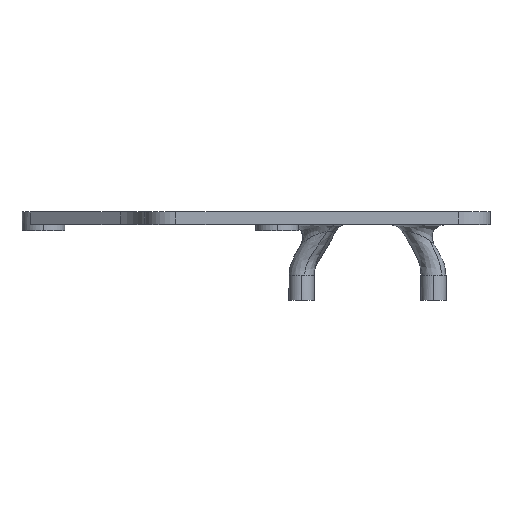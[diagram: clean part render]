
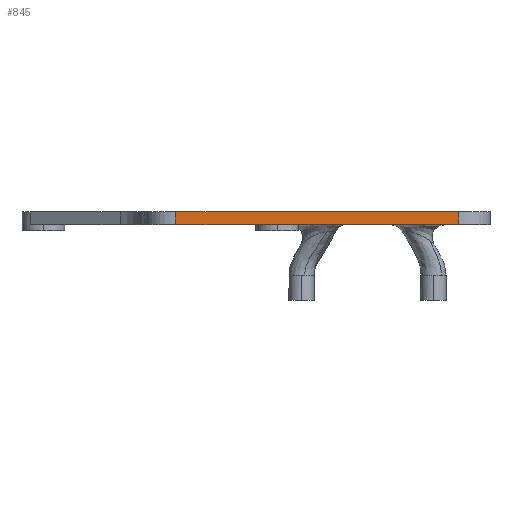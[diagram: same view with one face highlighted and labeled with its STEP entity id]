
A CAD part, top view. The second image highlights one B-rep face of the part: STEP entity #845.
In plain terms, the highlighted planar face has unit normal (0, 0, 1).
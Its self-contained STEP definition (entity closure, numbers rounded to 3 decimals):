
#148 = CARTESIAN_POINT ( 'NONE',  ( 112.5, 0., 27.5 ) ) ;
#236 = CARTESIAN_POINT ( 'NONE',  ( 112.5, 2., 27.5 ) ) ;
#291 = VECTOR ( 'NONE', #2973, 1000. ) ;
#369 = DIRECTION ( 'NONE',  ( -1., 0., 0. ) ) ;
#588 = VERTEX_POINT ( 'NONE', #3240 ) ;
#661 = CARTESIAN_POINT ( 'NONE',  ( 112.5, 2., 27.5 ) ) ;
#671 = ORIENTED_EDGE ( 'NONE', *, *, #2480, .T. ) ;
#721 = AXIS2_PLACEMENT_3D ( 'NONE', #3047, #1595, #369 ) ;
#805 = EDGE_CURVE ( 'NONE', #588, #3831, #1891, .T. ) ;
#826 = DIRECTION ( 'NONE',  ( 1., 0., 0. ) ) ;
#845 = ADVANCED_FACE ( 'NONE', ( #2761 ), #2187, .F. ) ;
#884 = CARTESIAN_POINT ( 'NONE',  ( 112.5, 0., 27.5 ) ) ;
#920 = LINE ( 'NONE', #3281, #1918 ) ;
#1429 = EDGE_LOOP ( 'NONE', ( #3566, #2976, #3152, #671 ) ) ;
#1444 = EDGE_CURVE ( 'NONE', #2292, #588, #1719, .T. ) ;
#1595 = DIRECTION ( 'NONE',  ( 0., 0., -1. ) ) ;
#1719 = LINE ( 'NONE', #236, #2171 ) ;
#1723 = EDGE_CURVE ( 'NONE', #1764, #3831, #3186, .T. ) ;
#1764 = VERTEX_POINT ( 'NONE', #2933 ) ;
#1891 = LINE ( 'NONE', #661, #2536 ) ;
#1918 = VECTOR ( 'NONE', #3305, 1000. ) ;
#2171 = VECTOR ( 'NONE', #826, 1000. ) ;
#2187 = PLANE ( 'NONE',  #721 ) ;
#2292 = VERTEX_POINT ( 'NONE', #2304 ) ;
#2304 = CARTESIAN_POINT ( 'NONE',  ( 67.5, 2., 27.5 ) ) ;
#2479 = DIRECTION ( 'NONE',  ( 0., -1., 0. ) ) ;
#2480 = EDGE_CURVE ( 'NONE', #2292, #1764, #920, .T. ) ;
#2536 = VECTOR ( 'NONE', #2479, 1000. ) ;
#2761 = FACE_OUTER_BOUND ( 'NONE', #1429, .T. ) ;
#2933 = CARTESIAN_POINT ( 'NONE',  ( 67.5, 0., 27.5 ) ) ;
#2973 = DIRECTION ( 'NONE',  ( 1., 0., 0. ) ) ;
#2976 = ORIENTED_EDGE ( 'NONE', *, *, #805, .F. ) ;
#3047 = CARTESIAN_POINT ( 'NONE',  ( 112.5, 2., 27.5 ) ) ;
#3152 = ORIENTED_EDGE ( 'NONE', *, *, #1444, .F. ) ;
#3186 = LINE ( 'NONE', #884, #291 ) ;
#3240 = CARTESIAN_POINT ( 'NONE',  ( 112.5, 2., 27.5 ) ) ;
#3281 = CARTESIAN_POINT ( 'NONE',  ( 67.5, 2., 27.5 ) ) ;
#3305 = DIRECTION ( 'NONE',  ( 0., -1., 0. ) ) ;
#3566 = ORIENTED_EDGE ( 'NONE', *, *, #1723, .T. ) ;
#3831 = VERTEX_POINT ( 'NONE', #148 ) ;
